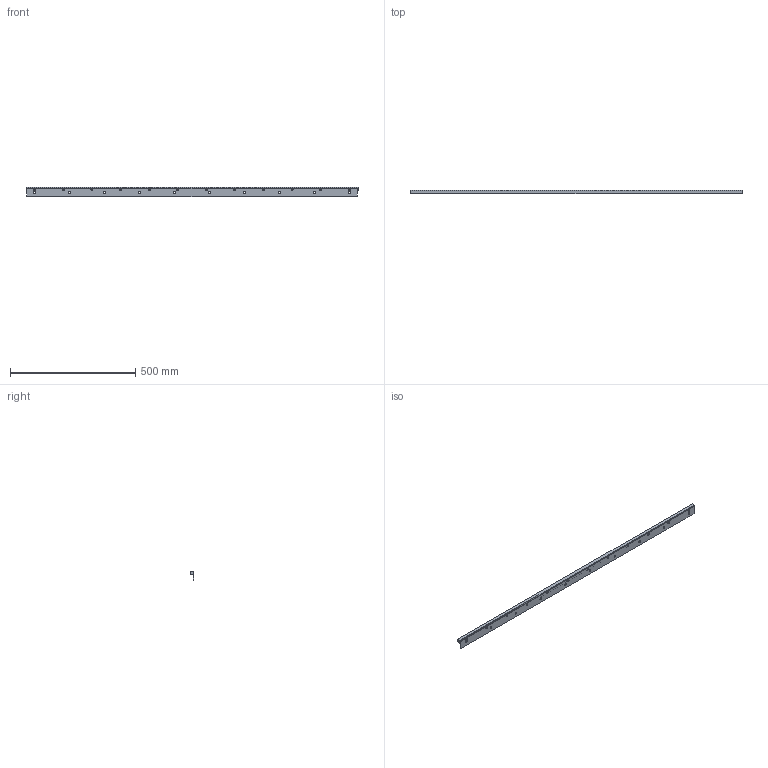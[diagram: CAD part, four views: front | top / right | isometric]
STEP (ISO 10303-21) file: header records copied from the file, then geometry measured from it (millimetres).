
FILE_DESCRIPTION (( 'STEP AP214' ), '1' );
FILE_NAME ('MGM-52.STEP', '2014-07-14T17:21:14', ( '' ), ( '' ), 'SwSTEP 2.0', 'SolidWorks 2013', '' );
FILE_SCHEMA (( 'AUTOMOTIVE_DESIGN' ));
Length unit declared in the file: inch
Products named in the file (1): MGM-52
Bounding box: 1327.15 x 15.88 x 38.61 mm (x, y, z)
Volume: 356865.8 mm3; surface area: 169917.2 mm2
Topology: 2 solids, 2 shells, 132 faces, 336 edges, 196 vertices
Faces by surface type: cylinder 72, cone 48, plane 12
Entity records: 3975 total; most frequent: DIRECTION 746, CARTESIAN_POINT 641, ORIENTED_EDGE 624, EDGE_CURVE 312, AXIS2_PLACEMENT_3D 301, VERTEX_POINT 196, EDGE_LOOP 188, CIRCLE 168
